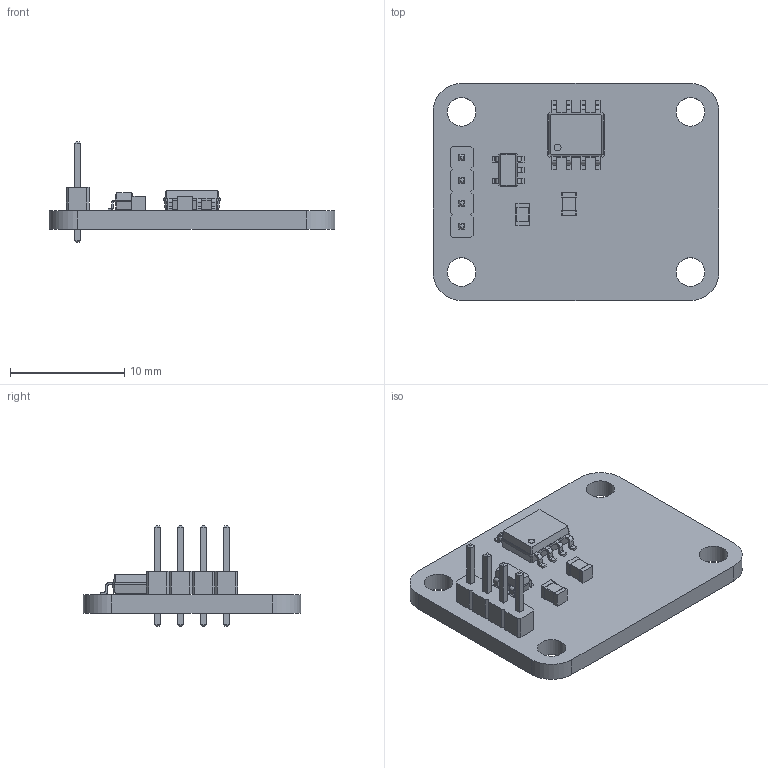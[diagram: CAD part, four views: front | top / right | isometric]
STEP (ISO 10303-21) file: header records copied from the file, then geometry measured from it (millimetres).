
FILE_DESCRIPTION(('KiCad electronic assembly'),'2;1');
FILE_NAME('AS5600_ANALOG_TO_I2C_v1.step','2019-02-28T23:35:04',( 'An Author'),('A Company'),'Open CASCADE STEP processor 6.8', 'KiCad to STEP converter','Unknown');
FILE_SCHEMA(('AUTOMOTIVE_DESIGN_CC2 { 1 2 10303 214 -1 1 5 4 }'));
Length unit declared in the file: millimetre
Products named in the file (10): Open CASCADE STEP translator 6.8 1; PinHeader_1x04_P2.00mm_Vertical; SOLID; SOT-23-5; C_0805_2012Metric; SOIC-8_3.9x4.9mm_P1.27mm; COMPOUND
Assembly tree (10 placements, depth 3):
  Open CASCADE STEP translator 6.8 1
    PinHeader_1x04_P2.00mm_Vertical
      SOLID
    SOT-23-5
      SOLID
    C_0805_2012Metric  x2
      SOLID
    SOIC-8_3.9x4.9mm_P1.27mm
      SOLID
    COMPOUND
Bounding box: 25 x 19 x 8.8 mm (x, y, z)
Volume: 797.3 mm3; surface area: 1354.2 mm2
Topology: 6 solids, 6 shells, 439 faces, 1110 edges, 696 vertices
Faces by surface type: plane 289, cylinder 89, bspline 61
Full cylindrical faces by diameter (mm): 0.6 x1, 0.8 x4, 2.5 x4
Entity records: 38028 total; most frequent: CARTESIAN_POINT 15173, DIRECTION 3381, LINE 2286, VECTOR 2286, ORIENTED_EDGE 2076, PCURVE 2076, DEFINITIONAL_REPRESENTATION 2076, EDGE_CURVE 1038
